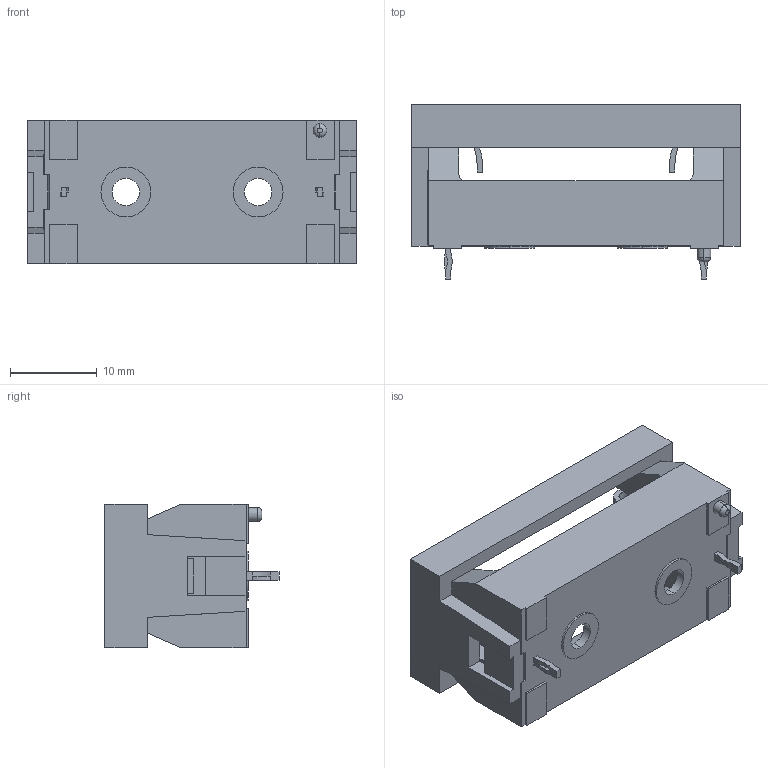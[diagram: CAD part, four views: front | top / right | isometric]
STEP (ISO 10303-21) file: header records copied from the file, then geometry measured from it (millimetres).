
FILE_DESCRIPTION (( 'STEP AP214' ), '1' );
FILE_NAME ('ABH1-2AA.STEP', '2019-12-04T11:04:19', ( '' ), ( '' ), 'SwSTEP 2.0', 'SolidWorks 2017', '' );
FILE_SCHEMA (( 'AUTOMOTIVE_DESIGN' ));
Length unit declared in the file: inch
Products named in the file (1): ABH1-2AA
Bounding box: 37.85 x 20.07 x 16.51 mm (x, y, z)
Volume: 4422.1 mm3; surface area: 5310.6 mm2
Topology: 4 solids, 4 shells, 221 faces, 609 edges, 396 vertices
Faces by surface type: plane 183, cylinder 36, torus 2
Entity records: 7131 total; most frequent: CARTESIAN_POINT 1400, ORIENTED_EDGE 1218, DIRECTION 1099, EDGE_CURVE 609, LINE 517, VECTOR 517, VERTEX_POINT 396, AXIS2_PLACEMENT_3D 291
